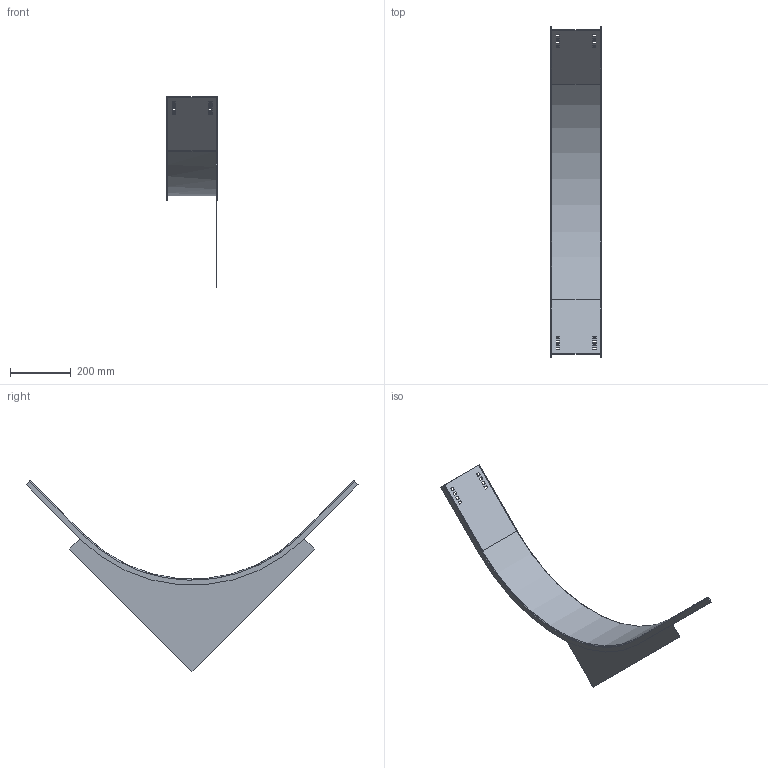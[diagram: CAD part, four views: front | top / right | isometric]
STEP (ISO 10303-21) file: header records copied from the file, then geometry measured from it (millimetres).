
FILE_DESCRIPTION((''),'2;1');
FILE_NAME('6098860_ASM','2012-12-18T',('AndreasKeweloh'),(''),'PRO/ENGINEER BY PARAMETRIC TECHNOLOGY CORPORATION, 2012230','PRO/ENGINEER BY PARAMETRIC TECHNOLOGY CORPORATION, 2012230','');
FILE_SCHEMA(('CONFIG_CONTROL_DESIGN'));
Length unit declared in the file: millimetre
Products named in the file (3): 6098860_HOLM; 6098860_BODEN; 6098860_ASM
Assembly tree (2 placements, depth 2):
  6098860_ASM
    6098860_HOLM
    6098860_BODEN
Bounding box: 166 x 1088.94 x 625.79 mm (x, y, z)
Volume: 820887.3 mm3; surface area: 766894.6 mm2
Topology: 2 solids, 2 shells, 166 faces, 480 edges, 318 vertices
Faces by surface type: plane 84, cylinder 78, bspline 4
Entity records: 5841 total; most frequent: CARTESIAN_POINT 1190, DIRECTION 964, ORIENTED_EDGE 960, EDGE_CURVE 480, AXIS2_PLACEMENT_3D 323, VECTOR 318, LINE 318, VERTEX_POINT 318
